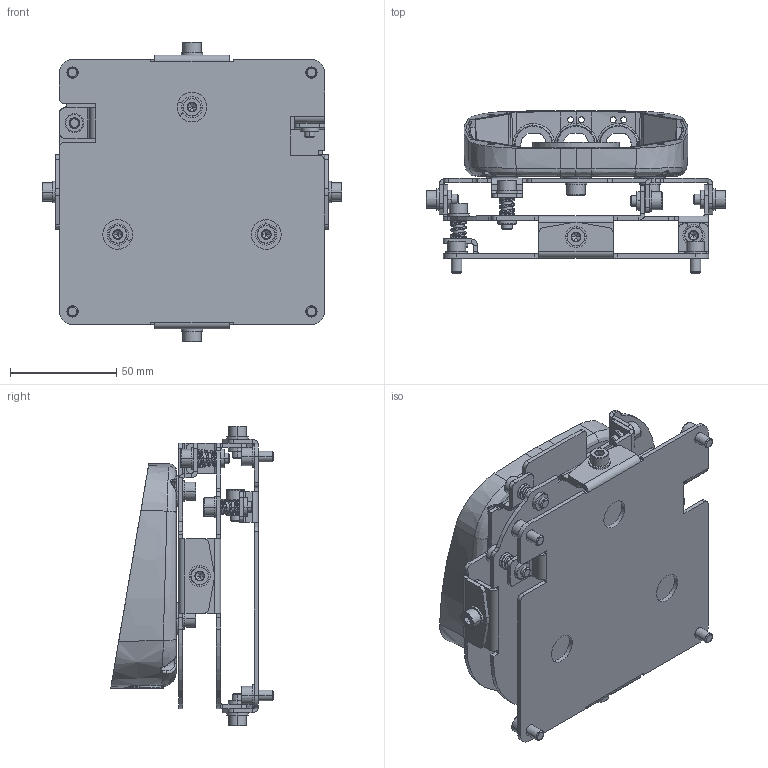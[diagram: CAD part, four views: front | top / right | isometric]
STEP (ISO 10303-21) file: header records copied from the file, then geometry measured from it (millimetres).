
FILE_DESCRIPTION((''),'2;1');
FILE_NAME('DB006930_VDM2000_HALTERUNG','2021-03-04T11:49:22',('twuensche'),(''),'CREO PARAMETRIC BY PTC INC, 2019292','CREO PARAMETRIC BY PTC INC, 2019292','');
FILE_SCHEMA(('CONFIG_CONTROL_DESIGN','SHAPE_APPEARANCE_LAYERS_GROUPS'));
Length unit declared in the file: millimetre
Products named in the file (12): DB006927_VDM2000_GRUNDPLATTE; DB006917_NUT_PEM-SS-M5-1; DB006983_VDM2000_GRUNDPLATT_KPL; DB006918_WASH_ISO7089-5; DB006924_SCREW_ISO4762-M5X10; DB006928_VDM2000_ZWISCHENPLATTE; DB006984_VDM2000_ZWISCHENPL_KPL; DB006925_SCREW_ISO4762-M5X18; DB007063_SPRING_VD-180A; DB006926_VDM2000_HALTEPLATTE; DB004635_VDM2000_FUSS; DB006930_VDM2000_HALTERUNG
Assembly tree (46 placements, depth 3):
  DB006930_VDM2000_HALTERUNG
    DB006983_VDM2000_GRUNDPLATT_KPL
      DB006927_VDM2000_GRUNDPLATTE
      DB006917_NUT_PEM-SS-M5-1
    DB006918_WASH_ISO7089-5  x15
    DB006924_SCREW_ISO4762-M5X10  x13
    DB006984_VDM2000_ZWISCHENPL_KPL
      DB006928_VDM2000_ZWISCHENPLATTE
      DB006917_NUT_PEM-SS-M5-1  x7
    DB006925_SCREW_ISO4762-M5X18  x2
    DB007063_SPRING_VD-180A  x2
    DB006926_VDM2000_HALTEPLATTE
    DB004635_VDM2000_FUSS
Bounding box: 141 x 76.6 x 141 mm (x, y, z)
Volume: 172750.2 mm3; surface area: 148818.2 mm2
Topology: 44 solids, 44 shells, 1545 faces, 3405 edges, 2021 vertices
Faces by surface type: plane 629, cylinder 418, bspline 186, cone 182, torus 88, extrusion 36, sphere 6
Entity records: 47513 total; most frequent: CARTESIAN_POINT 18029, ORIENTED_EDGE 4706, DIRECTION 4333, PRESENTATION_STYLE_ASSIGNMENT 2369, STYLED_ITEM 2369, CURVE_STYLE 2353, EDGE_CURVE 2353, AXIS2_PLACEMENT_3D 1625
